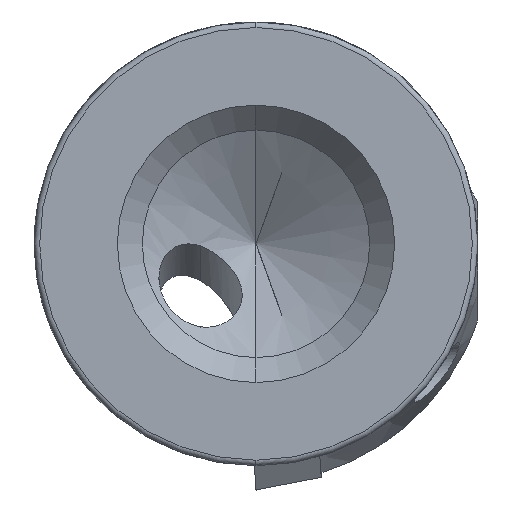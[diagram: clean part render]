
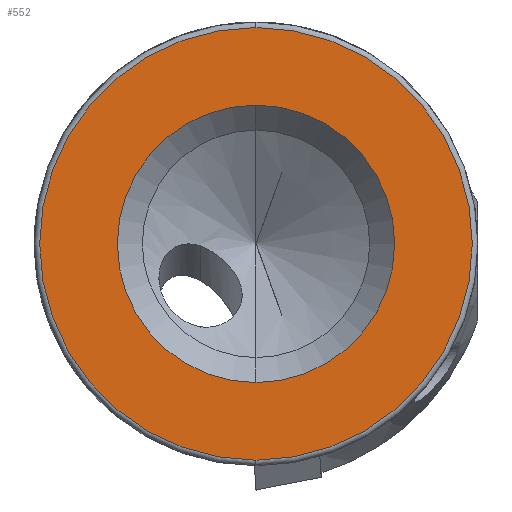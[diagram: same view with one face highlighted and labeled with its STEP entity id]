
A CAD part, left-side view. The second image highlights one B-rep face of the part: STEP entity #552.
In plain terms, the highlighted planar face has unit normal (-1, 0, 0).
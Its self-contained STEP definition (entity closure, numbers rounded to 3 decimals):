
#117 = FACE_BOUND ( 'NONE', #222, .T. ) ;
#222 = EDGE_LOOP ( 'NONE', ( #3754, #1103 ) ) ;
#227 = VERTEX_POINT ( 'NONE', #1727 ) ;
#333 = AXIS2_PLACEMENT_3D ( 'NONE', #1712, #4005, #2363 ) ;
#347 = DIRECTION ( 'NONE',  ( -1., 0., 0. ) ) ;
#361 = CARTESIAN_POINT ( 'NONE',  ( -27., 0., 8.875 ) ) ;
#552 = ADVANCED_FACE ( 'NONE', ( #1408, #117 ), #1340, .F. ) ;
#856 = CIRCLE ( 'NONE', #2789, 7.8 ) ;
#975 = DIRECTION ( 'NONE',  ( 0., 0., -1. ) ) ;
#1059 = CARTESIAN_POINT ( 'NONE',  ( -27., 0., 8.875 ) ) ;
#1081 = CIRCLE ( 'NONE', #2080, 7.8 ) ;
#1103 = ORIENTED_EDGE ( 'NONE', *, *, #2324, .F. ) ;
#1169 = DIRECTION ( 'NONE',  ( -1., 0., 0. ) ) ;
#1325 = EDGE_LOOP ( 'NONE', ( #1419, #2608 ) ) ;
#1340 = PLANE ( 'NONE',  #333 ) ;
#1382 = DIRECTION ( 'NONE',  ( 0., 0., 1. ) ) ;
#1408 = FACE_OUTER_BOUND ( 'NONE', #1325, .T. ) ;
#1419 = ORIENTED_EDGE ( 'NONE', *, *, #3671, .T. ) ;
#1438 = CIRCLE ( 'NONE', #2236, 5. ) ;
#1670 = DIRECTION ( 'NONE',  ( 0., 0., -1. ) ) ;
#1712 = CARTESIAN_POINT ( 'NONE',  ( -27., 0., 0.875 ) ) ;
#1719 = CARTESIAN_POINT ( 'NONE',  ( -27., 0., 1.075 ) ) ;
#1726 = AXIS2_PLACEMENT_3D ( 'NONE', #1059, #3419, #1382 ) ;
#1727 = CARTESIAN_POINT ( 'NONE',  ( -27., 0., 16.675 ) ) ;
#1898 = VERTEX_POINT ( 'NONE', #3806 ) ;
#2080 = AXIS2_PLACEMENT_3D ( 'NONE', #361, #347, #1670 ) ;
#2149 = EDGE_CURVE ( 'NONE', #227, #3280, #856, .T. ) ;
#2236 = AXIS2_PLACEMENT_3D ( 'NONE', #3145, #1169, #2822 ) ;
#2324 = EDGE_CURVE ( 'NONE', #1898, #2572, #1438, .T. ) ;
#2335 = DIRECTION ( 'NONE',  ( -1., 0., 0. ) ) ;
#2363 = DIRECTION ( 'NONE',  ( 0., 0., -1. ) ) ;
#2572 = VERTEX_POINT ( 'NONE', #3718 ) ;
#2608 = ORIENTED_EDGE ( 'NONE', *, *, #2149, .T. ) ;
#2789 = AXIS2_PLACEMENT_3D ( 'NONE', #3049, #2335, #975 ) ;
#2822 = DIRECTION ( 'NONE',  ( 0., 0., 1. ) ) ;
#3049 = CARTESIAN_POINT ( 'NONE',  ( -27., 0., 8.875 ) ) ;
#3145 = CARTESIAN_POINT ( 'NONE',  ( -27., 0., 8.875 ) ) ;
#3280 = VERTEX_POINT ( 'NONE', #1719 ) ;
#3289 = CIRCLE ( 'NONE', #1726, 5. ) ;
#3419 = DIRECTION ( 'NONE',  ( -1., 0., 0. ) ) ;
#3671 = EDGE_CURVE ( 'NONE', #3280, #227, #1081, .T. ) ;
#3718 = CARTESIAN_POINT ( 'NONE',  ( -27., 0., 13.875 ) ) ;
#3754 = ORIENTED_EDGE ( 'NONE', *, *, #4198, .F. ) ;
#3806 = CARTESIAN_POINT ( 'NONE',  ( -27., 0., 3.875 ) ) ;
#4005 = DIRECTION ( 'NONE',  ( 1., 0., 0. ) ) ;
#4198 = EDGE_CURVE ( 'NONE', #2572, #1898, #3289, .T. ) ;
